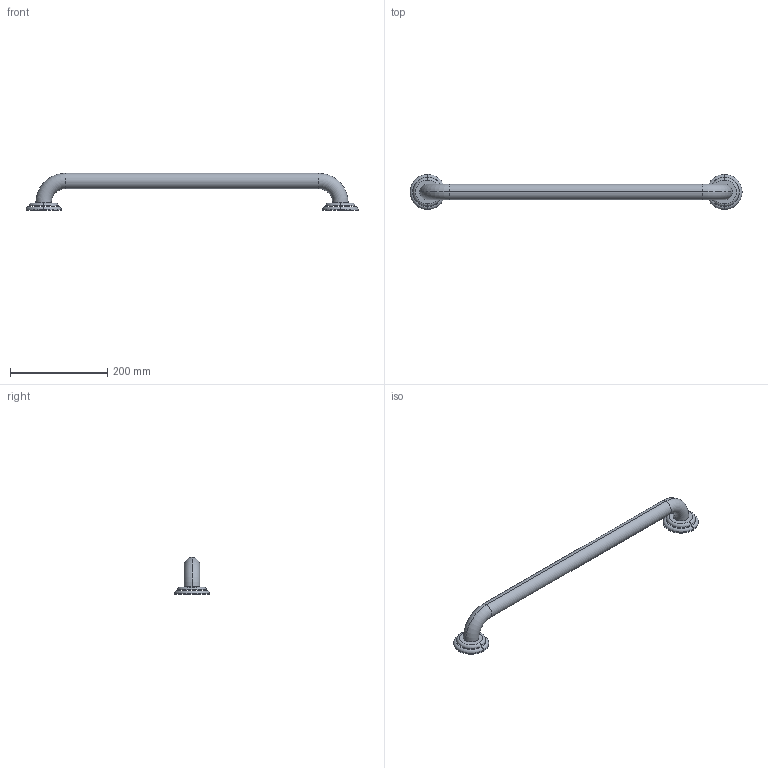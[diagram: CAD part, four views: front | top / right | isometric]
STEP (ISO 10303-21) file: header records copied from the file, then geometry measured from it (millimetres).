
FILE_DESCRIPTION((''),'2;1');
FILE_NAME('10-38_SW0001','2010-06-11T',('shambuling'),(''),'PRO/ENGINEER BY PARAMETRIC TECHNOLOGY CORPORATION, 2009300','PRO/ENGINEER BY PARAMETRIC TECHNOLOGY CORPORATION, 2009300','');
FILE_SCHEMA(('CONFIG_CONTROL_DESIGN'));
Length unit declared in the file: inch
Products named in the file (1): 10-38_SW0001
Bounding box: 681.86 x 72.26 x 76.76 mm (x, y, z)
Surface area: 89150.4 mm2 (no closed solid volume)
Topology: 0 solids, 9 shells, 20 faces, 46 edges, 32 vertices
Faces by surface type: torus 12, plane 6, cylinder 2
Entity records: 620 total; most frequent: DIRECTION 130, CARTESIAN_POINT 98, ORIENTED_EDGE 68, AXIS2_PLACEMENT_3D 64, EDGE_CURVE 46, CIRCLE 44, VERTEX_POINT 32, EDGE_LOOP 20
